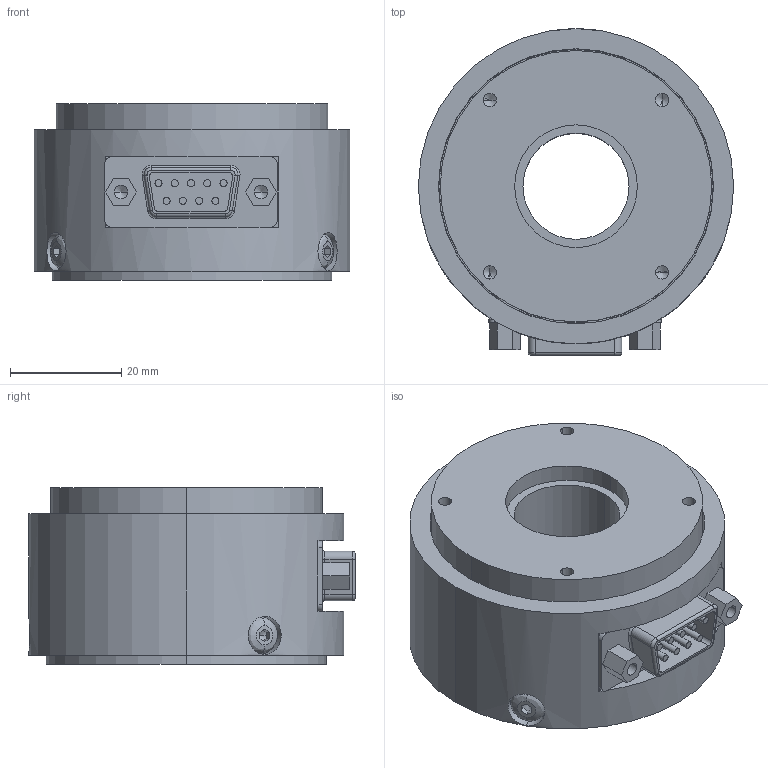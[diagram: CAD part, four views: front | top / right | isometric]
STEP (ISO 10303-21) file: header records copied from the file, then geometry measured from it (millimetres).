
FILE_DESCRIPTION((''),'2;1');
FILE_NAME('TFF500.stp','2011-04-26T09:01:22',(''),(''),'Mechanical Desktop 2009','Mechanical Desktop 2009',', , ');
FILE_SCHEMA(('CONFIG_CONTROL_DESIGN'));
Length unit declared in the file: inch
Products named in the file (5): FI1265-A; FLEXURE; $F1252-E; 26; NEWDWG
Assembly tree (323 placements, depth 3):
  FI1265-A
    FLEXURE
    $F1252-E
    26  x286
    NEWDWG  x13
      26
Bounding box: 56.64 x 58.67 x 31.75 mm (x, y, z)
Volume: 60632.3 mm3; surface area: 22156 mm2
Topology: 1 solids, 5 shells, 308 faces, 764 edges, 476 vertices
Faces by surface type: cylinder 137, plane 105, cone 48, bspline 14, torus 4
Entity records: 12906 total; most frequent: CARTESIAN_POINT 3353, DIRECTION 2168, ORIENTED_EDGE 1456, AXIS2_PLACEMENT_3D 922, EDGE_CURVE 728, VERTEX_POINT 476, EDGE_LOOP 374, PRODUCT_DEFINITION_SHAPE 328
